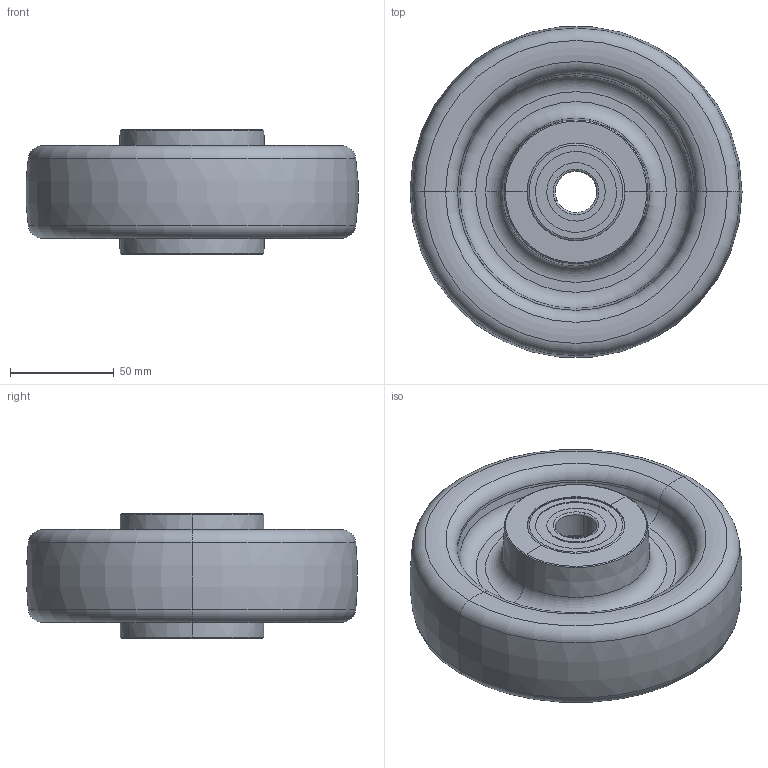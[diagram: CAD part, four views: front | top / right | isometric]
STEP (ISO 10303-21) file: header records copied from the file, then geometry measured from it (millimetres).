
FILE_DESCRIPTION (( 'STEP AP214' ), '1' );
FILE_NAME ('0014366_EPUK-160-45-60-K20-VA.STEP', '2017-04-12T08:53:53', ( '' ), ( '' ), 'SwSTEP 2.0', 'SolidWorks 2016', '' );
FILE_SCHEMA (( 'AUTOMOTIVE_DESIGN' ));
Length unit declared in the file: millimetre
Products named in the file (1): 0014366_EPUK-160-45-60-K20-VA
Bounding box: 159.73 x 159.05 x 60 mm (x, y, z)
Volume: 685093.6 mm3; surface area: 161510.2 mm2
Topology: 5 solids, 9 shells, 293 faces, 680 edges, 415 vertices
Faces by surface type: torus 86, plane 76, cylinder 75, bspline 32, cone 24
Entity records: 13265 total; most frequent: CARTESIAN_POINT 3152, DIRECTION 1597, ORIENTED_EDGE 1360, AXIS2_PLACEMENT_3D 705, EDGE_CURVE 680, CIRCLE 443, VERTEX_POINT 415, EDGE_LOOP 321
